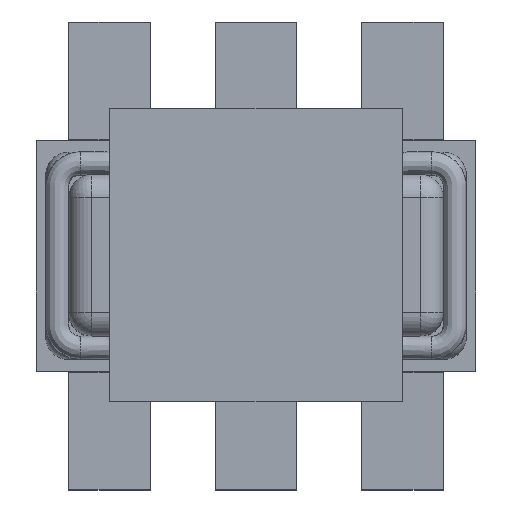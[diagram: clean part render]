
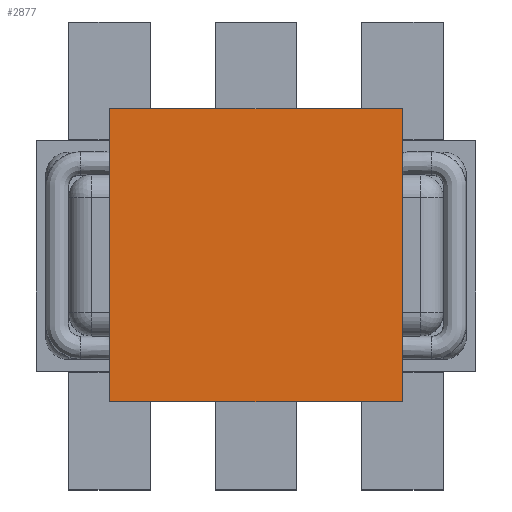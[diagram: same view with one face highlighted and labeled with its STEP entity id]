
A CAD part, top view. The second image highlights one B-rep face of the part: STEP entity #2877.
In plain terms, the highlighted planar face has unit normal (0, 0, 1).
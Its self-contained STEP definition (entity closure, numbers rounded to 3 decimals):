
#481=FACE_OUTER_BOUND($,#667,.T.);
#667=EDGE_LOOP($,(#2090,#2091,#2092,#2093));
#911=LINE($,#4297,#1094);
#914=LINE($,#4303,#1097);
#917=LINE($,#4309,#1100);
#920=LINE($,#4313,#1103);
#1094=VECTOR($,#3526,2.54);
#1097=VECTOR($,#3531,2.54);
#1100=VECTOR($,#3536,2.54);
#1103=VECTOR($,#3541,2.54);
#1249=VERTEX_POINT($,#4294);
#1250=VERTEX_POINT($,#4296);
#1252=VERTEX_POINT($,#4302);
#1254=VERTEX_POINT($,#4308);
#1557=EDGE_CURVE($,#1250,#1249,#911,.T.);
#1560=EDGE_CURVE($,#1252,#1250,#914,.T.);
#1563=EDGE_CURVE($,#1254,#1252,#917,.T.);
#1566=EDGE_CURVE($,#1249,#1254,#920,.T.);
#2090=ORIENTED_EDGE($,*,*,#1566,.T.);
#2091=ORIENTED_EDGE($,*,*,#1563,.T.);
#2092=ORIENTED_EDGE($,*,*,#1560,.T.);
#2093=ORIENTED_EDGE($,*,*,#1557,.T.);
#2811=PLANE($,#3114);
#2877=ADVANCED_FACE($,(#481),#2811,.T.);
#3114=AXIS2_PLACEMENT_3D($,#4315,#3544,#3545);
#3526=DIRECTION($,(1.,0.,0.));
#3531=DIRECTION($,(0.,-1.,0.));
#3536=DIRECTION($,(-1.,0.,0.));
#3541=DIRECTION($,(0.,1.,0.));
#3544=DIRECTION('center_axis',(0.,0.,1.));
#3545=DIRECTION('ref_axis',(1.,0.,0.));
#4294=CARTESIAN_POINT('',(1.27,-1.27,4.06));
#4296=CARTESIAN_POINT('',(-1.27,-1.27,4.06));
#4297=CARTESIAN_POINT($,(1.27,-1.27,4.06));
#4302=CARTESIAN_POINT('',(-1.27,1.27,4.06));
#4303=CARTESIAN_POINT($,(-1.27,-1.27,4.06));
#4308=CARTESIAN_POINT('',(1.27,1.27,4.06));
#4309=CARTESIAN_POINT($,(-1.27,1.27,4.06));
#4313=CARTESIAN_POINT($,(1.27,1.27,4.06));
#4315=CARTESIAN_POINT('Origin',(0.,0.,
4.06));
